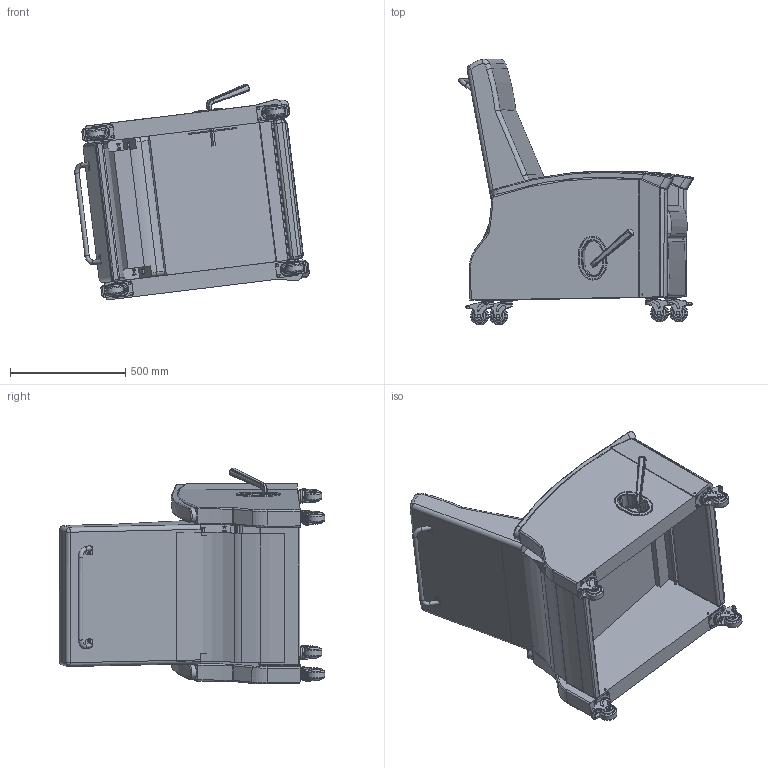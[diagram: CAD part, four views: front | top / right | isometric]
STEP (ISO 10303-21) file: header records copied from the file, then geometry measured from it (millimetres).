
FILE_DESCRIPTION(/* description */ (''),/* implementation_level */ '2;1');
FILE_NAME(/* name */ 'H5118U.stp',/* time_stamp */ '2017-09-27T07:49:19-04:00',/* author */ ('emehringer'),/* organization */ (''),/* preprocessor_version */ 'ST-DEVELOPER v16.5',/* originating_system */ 'Autodesk Inventor 2017',/* authorisation */ '');
FILE_SCHEMA (('AUTOMOTIVE_DESIGN { 1 0 10303 214 3 1 1 }'));
Length unit declared in the file: inch
Products named in the file (37): H5118U; H1017 ACARM L; H1017 ARM L; HA1010 MACL BLK; H1017 ACARM R; H1017 ARM R; HA1010 MACR BLK; BEZEL-1; 7000-2 CON PLT; 7000 UKP; H1010 UBACK COVER; 7000 USEAT R1; 5000 UKO; H1010 UBACK; PB3; PUSH BAR 17.625; PUSH BAR 17.625_1; PUSH BAR 17.625 right side; 1420X1.5 PSHPB; H1010 UBACK_1; JC BOLT 60X17MM; 5/16X18 JAM NUT; 5/16" WASHER; 5/16X.18 LK NUT; CABLE LEVER; CAST COL 4inSLB; _NG-03AMP-125-TL-TP01_fork; _TP01_Next Generation Series_0; _NG-03QDP-125-SW-TP01_rivet; _NG-03AMP-125-TL-TP01_wheel_core; _NG-03AMP-125-TL-TP01_wheel_tread; _NG-03AMP-125-TL-TP01_wheel_guard; _NG-03AMP-125-TL-TP01_wheel_tguard; _NG-03AMP-125-TL-TP01_cap; HDL 5000 BLK; F7000 STEEL HANDLEA; HANDLE F7000 PLASTIC
Assembly tree (53 placements, depth 5):
  H5118U
    H1017 ACARM L
      H1017 ARM L
      HA1010 MACL BLK
    H1017 ACARM R
      H1017 ARM R
      HA1010 MACR BLK
    BEZEL-1
    7000-2 CON PLT
    7000 UKP
    H1010 UBACK COVER
    7000 USEAT R1
    5000 UKO
    H1010 UBACK
      PB3
        PUSH BAR 17.625
          PUSH BAR 17.625_1
          PUSH BAR 17.625 right side
        1420X1.5 PSHPB  x2
      H1010 UBACK_1
      JC BOLT 60X17MM  x4
      5/16X18 JAM NUT  x4
      5/16" WASHER  x4
      5/16X.18 LK NUT  x4
    CABLE LEVER
    CAST COL 4inSLB  x4
      _NG-03AMP-125-TL-TP01_fork
      _TP01_Next Generation Series_0
      _NG-03QDP-125-SW-TP01_rivet
      _NG-03AMP-125-TL-TP01_wheel_core
      _NG-03AMP-125-TL-TP01_wheel_tread
      _NG-03AMP-125-TL-TP01_wheel_guard
      _NG-03AMP-125-TL-TP01_wheel_tguard
      _NG-03AMP-125-TL-TP01_cap
    HDL 5000 BLK
      F7000 STEEL HANDLEA
      HANDLE F7000 PLASTIC
Bounding box: 1019.26 x 1155.19 x 938.18 mm (x, y, z)
Volume: 176993722.5 mm3; surface area: 6402773.6 mm2
Topology: 75 solids, 75 shells, 1717 faces, 4010 edges, 2503 vertices
Faces by surface type: cylinder 630, plane 622, torus 173, cone 158, bspline 103, sphere 31
Full cylindrical faces by diameter (mm): 5.953 x1, 6.35 x2, 6.401 x12, 7.302 x4, 7.938 x6, 8.89 x4, 9.398 x4, 11.989 x4, 12.497 x2, 12.7 x4, 14.877 x4, 15.062 x4, 15.24 x8, 16.891 x4, 19.05 x3, 19.075 x4, 22.987 x4, 25.4 x4, 38.049 x4, 44.298 x4, 52.273 x4, 55.372 x8, 57.15 x8, 76.2 x4
Entity records: 34296 total; most frequent: CARTESIAN_POINT 12042, DIRECTION 4694, ORIENTED_EDGE 4194, EDGE_CURVE 2097, AXIS2_PLACEMENT_3D 1912, VERTEX_POINT 1314, EDGE_LOOP 1059, FACE_OUTER_BOUND 936
